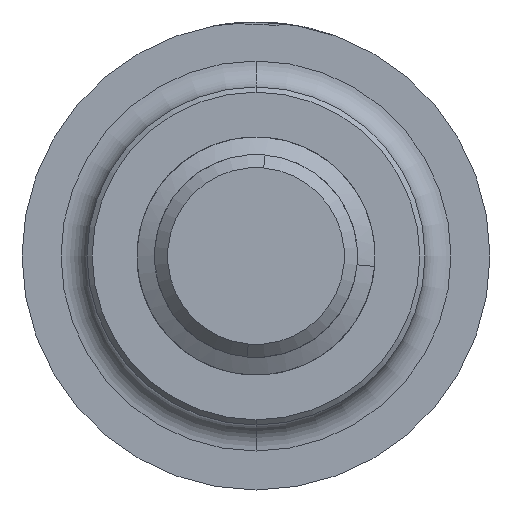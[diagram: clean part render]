
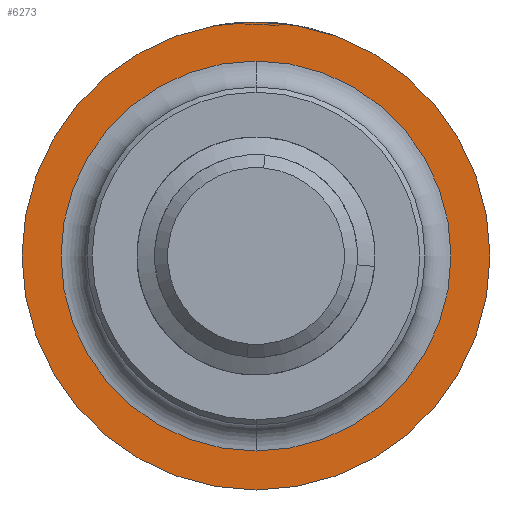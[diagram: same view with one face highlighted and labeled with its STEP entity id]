
A CAD part, front view. The second image highlights one B-rep face of the part: STEP entity #6273.
In plain terms, the highlighted planar face has unit normal (0, -1, 0).
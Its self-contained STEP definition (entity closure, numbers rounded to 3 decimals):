
#207 = DIRECTION ( 'NONE',  ( 0., 0., -1. ) ) ;
#221 = CIRCLE ( 'NONE', #5441, 9. ) ;
#293 = DIRECTION ( 'NONE',  ( 0., -1., 0. ) ) ;
#450 = AXIS2_PLACEMENT_3D ( 'NONE', #1792, #3929, #207 ) ;
#511 = ORIENTED_EDGE ( 'NONE', *, *, #2795, .T. ) ;
#699 = EDGE_LOOP ( 'NONE', ( #511, #6016 ) ) ;
#943 = VERTEX_POINT ( 'NONE', #4054 ) ;
#1328 = CIRCLE ( 'NONE', #450, 7.5 ) ;
#1792 = CARTESIAN_POINT ( 'NONE',  ( 0., 12.42, 0. ) ) ;
#1997 = CIRCLE ( 'NONE', #3942, 9. ) ;
#2076 = FACE_BOUND ( 'NONE', #4945, .T. ) ;
#2433 = CARTESIAN_POINT ( 'NONE',  ( 0., 12.42, -7.5 ) ) ;
#2525 = DIRECTION ( 'NONE',  ( 0., -1., 0. ) ) ;
#2681 = AXIS2_PLACEMENT_3D ( 'NONE', #3492, #293, #4042 ) ;
#2795 = EDGE_CURVE ( 'NONE', #5802, #4674, #1997, .T. ) ;
#3056 = EDGE_CURVE ( 'NONE', #943, #6751, #1328, .T. ) ;
#3125 = EDGE_CURVE ( 'NONE', #4674, #5802, #221, .T. ) ;
#3156 = DIRECTION ( 'NONE',  ( 0., 0., -1. ) ) ;
#3309 = CARTESIAN_POINT ( 'NONE',  ( 0., 12.42, 9. ) ) ;
#3492 = CARTESIAN_POINT ( 'NONE',  ( 7.5, 12.42, 0. ) ) ;
#3727 = CARTESIAN_POINT ( 'NONE',  ( 0., 12.42, 0. ) ) ;
#3833 = EDGE_CURVE ( 'NONE', #6751, #943, #4740, .T. ) ;
#3929 = DIRECTION ( 'NONE',  ( 0., -1., 0. ) ) ;
#3942 = AXIS2_PLACEMENT_3D ( 'NONE', #3727, #4322, #3156 ) ;
#4042 = DIRECTION ( 'NONE',  ( 0., 0., -1. ) ) ;
#4054 = CARTESIAN_POINT ( 'NONE',  ( 0., 12.42, 7.5 ) ) ;
#4070 = CARTESIAN_POINT ( 'NONE',  ( 0., 12.42, 0. ) ) ;
#4322 = DIRECTION ( 'NONE',  ( 0., -1., 0. ) ) ;
#4406 = CARTESIAN_POINT ( 'NONE',  ( 0., 12.42, -9. ) ) ;
#4408 = ORIENTED_EDGE ( 'NONE', *, *, #3833, .F. ) ;
#4620 = DIRECTION ( 'NONE',  ( 0., -1., 0. ) ) ;
#4674 = VERTEX_POINT ( 'NONE', #3309 ) ;
#4740 = CIRCLE ( 'NONE', #6383, 7.5 ) ;
#4945 = EDGE_LOOP ( 'NONE', ( #4408, #6142 ) ) ;
#5136 = DIRECTION ( 'NONE',  ( 0., 0., -1. ) ) ;
#5441 = AXIS2_PLACEMENT_3D ( 'NONE', #6163, #4620, #6764 ) ;
#5802 = VERTEX_POINT ( 'NONE', #4406 ) ;
#6016 = ORIENTED_EDGE ( 'NONE', *, *, #3125, .T. ) ;
#6142 = ORIENTED_EDGE ( 'NONE', *, *, #3056, .F. ) ;
#6163 = CARTESIAN_POINT ( 'NONE',  ( 0., 12.42, 0. ) ) ;
#6273 = ADVANCED_FACE ( 'NONE', ( #6839, #2076 ), #6710, .T. ) ;
#6383 = AXIS2_PLACEMENT_3D ( 'NONE', #4070, #2525, #5136 ) ;
#6710 = PLANE ( 'NONE',  #2681 ) ;
#6751 = VERTEX_POINT ( 'NONE', #2433 ) ;
#6764 = DIRECTION ( 'NONE',  ( 0., 0., -1. ) ) ;
#6839 = FACE_OUTER_BOUND ( 'NONE', #699, .T. ) ;
